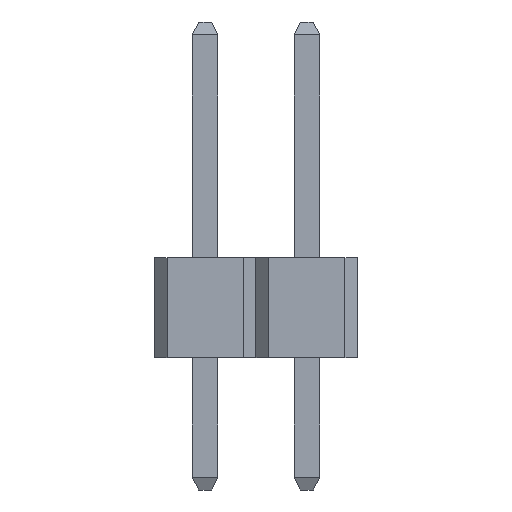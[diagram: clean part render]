
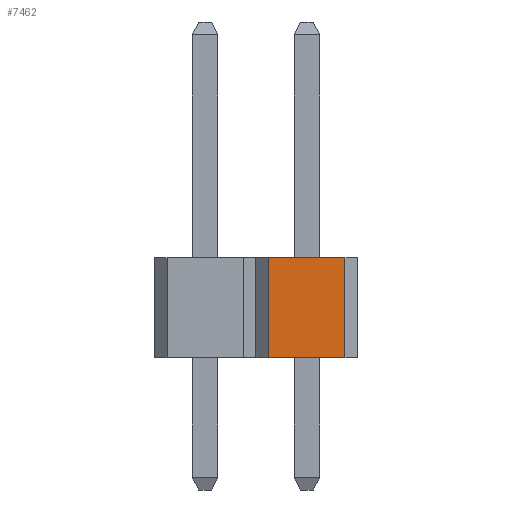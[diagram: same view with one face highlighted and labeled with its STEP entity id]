
A CAD part, left-side view. The second image highlights one B-rep face of the part: STEP entity #7462.
In plain terms, the highlighted planar face has unit normal (-1, 0, 0).
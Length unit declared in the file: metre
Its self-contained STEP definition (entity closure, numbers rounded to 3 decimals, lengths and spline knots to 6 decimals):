
#1452=ORIENTED_EDGE('',*,*,#2776,.T.);
#1453=ORIENTED_EDGE('',*,*,#2777,.T.);
#1454=ORIENTED_EDGE('',*,*,#2778,.F.);
#1455=ORIENTED_EDGE('',*,*,#2779,.T.);
#2776=EDGE_CURVE('',#3506,#3507,#4398,.T.);
#2777=EDGE_CURVE('',#3507,#3508,#4399,.T.);
#2778=EDGE_CURVE('',#3509,#3508,#4400,.T.);
#2779=EDGE_CURVE('',#3509,#3506,#4401,.T.);
#3506=VERTEX_POINT('',#11934);
#3507=VERTEX_POINT('',#11935);
#3508=VERTEX_POINT('',#11937);
#3509=VERTEX_POINT('',#11939);
#4398=LINE('',#11933,#5400);
#4399=LINE('',#11936,#5401);
#4400=LINE('',#11938,#5402);
#4401=LINE('',#11940,#5403);
#5400=VECTOR('',#9913,1.);
#5401=VECTOR('',#9914,1.);
#5402=VECTOR('',#9915,1.);
#5403=VECTOR('',#9916,1.);
#6062=EDGE_LOOP('',(#1452,#1453,#1454,#1455));
#6534=FACE_BOUND('',#6062,.T.);
#7006=PLANE('',#8363);
#7462=ADVANCED_FACE('',(#6534),#7006,.F.);
#8363=AXIS2_PLACEMENT_3D('',#11932,#9911,#9912);
#9911=DIRECTION('',(1.,0.,0.));
#9912=DIRECTION('',(0.,0.,-1.));
#9913=DIRECTION('',(0.,-1.,0.));
#9914=DIRECTION('',(0.,0.,1.));
#9915=DIRECTION('',(0.,-1.,0.));
#9916=DIRECTION('',(0.,0.,-1.));
#11932=CARTESIAN_POINT('',(-0.00127,0.,0.0025));
#11933=CARTESIAN_POINT('',(-0.00127,0.,0.));
#11934=CARTESIAN_POINT('',(-0.00127,0.00095,0.));
#11935=CARTESIAN_POINT('',(-0.00127,-0.00095,0.));
#11936=CARTESIAN_POINT('',(-0.00127,-0.00095,0.0025));
#11937=CARTESIAN_POINT('',(-0.00127,-0.00095,0.0025));
#11938=CARTESIAN_POINT('',(-0.00127,0.,0.0025));
#11939=CARTESIAN_POINT('',(-0.00127,0.00095,0.0025));
#11940=CARTESIAN_POINT('',(-0.00127,0.00095,0.));
